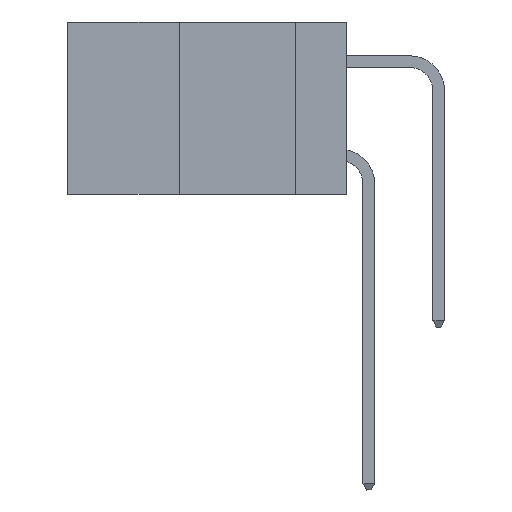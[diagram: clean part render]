
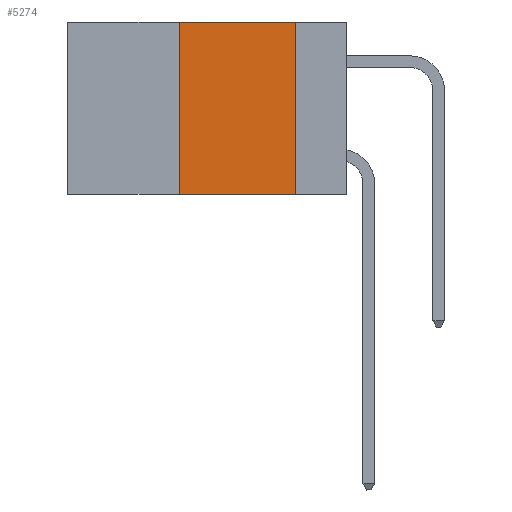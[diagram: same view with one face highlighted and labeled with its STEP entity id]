
A CAD part, left-side view. The second image highlights one B-rep face of the part: STEP entity #5274.
In plain terms, the highlighted planar face has unit normal (-1, 0, 0).
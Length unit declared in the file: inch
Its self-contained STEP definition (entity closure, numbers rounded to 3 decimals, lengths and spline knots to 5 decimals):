
#412 = CARTESIAN_POINT ( 'NONE',  ( 0., 0.36, 0. ) ) ;
#1150 = DIRECTION ( 'NONE',  ( 0., 0., -1. ) ) ;
#1441 = EDGE_LOOP ( 'NONE', ( #9656, #7803, #9908, #6512 ) ) ;
#2977 = LINE ( 'NONE', #412, #8200 ) ;
#3838 = DIRECTION ( 'NONE',  ( 0., -1., 0. ) ) ;
#4241 = VERTEX_POINT ( 'NONE', #7461 ) ;
#5109 = CARTESIAN_POINT ( 'NONE',  ( 0., 0.11, -0.37 ) ) ;
#5274 = ADVANCED_FACE ( 'NONE', ( #10754 ), #15715, .F. ) ;
#5979 = CARTESIAN_POINT ( 'NONE',  ( 0., 0.6, 0. ) ) ;
#6296 = CARTESIAN_POINT ( 'NONE',  ( 0., 0.11, 0. ) ) ;
#6512 = ORIENTED_EDGE ( 'NONE', *, *, #12006, .T. ) ;
#7022 = LINE ( 'NONE', #9164, #12999 ) ;
#7461 = CARTESIAN_POINT ( 'NONE',  ( 0., 0.36, -0.37 ) ) ;
#7657 = LINE ( 'NONE', #14812, #11498 ) ;
#7803 = ORIENTED_EDGE ( 'NONE', *, *, #14818, .F. ) ;
#7946 = DIRECTION ( 'NONE',  ( 0., 0., 1. ) ) ;
#7980 = EDGE_CURVE ( 'NONE', #4241, #10461, #2977, .T. ) ;
#8200 = VECTOR ( 'NONE', #7946, 39.37008 ) ;
#8487 = EDGE_CURVE ( 'NONE', #14566, #12192, #7022, .T. ) ;
#8821 = DIRECTION ( 'NONE',  ( 0., -1., 0. ) ) ;
#9164 = CARTESIAN_POINT ( 'NONE',  ( 0., 0.11, 0. ) ) ;
#9656 = ORIENTED_EDGE ( 'NONE', *, *, #8487, .F. ) ;
#9908 = ORIENTED_EDGE ( 'NONE', *, *, #7980, .F. ) ;
#9945 = VECTOR ( 'NONE', #3838, 39.37008 ) ;
#10461 = VERTEX_POINT ( 'NONE', #12204 ) ;
#10471 = AXIS2_PLACEMENT_3D ( 'NONE', #5979, #14582, #1150 ) ;
#10548 = DIRECTION ( 'NONE',  ( 0., 0., -1. ) ) ;
#10754 = FACE_OUTER_BOUND ( 'NONE', #1441, .T. ) ;
#11266 = CARTESIAN_POINT ( 'NONE',  ( 0., 0.6, 0. ) ) ;
#11498 = VECTOR ( 'NONE', #8821, 39.37008 ) ;
#12006 = EDGE_CURVE ( 'NONE', #4241, #12192, #7657, .T. ) ;
#12192 = VERTEX_POINT ( 'NONE', #5109 ) ;
#12204 = CARTESIAN_POINT ( 'NONE',  ( 0., 0.36, 0. ) ) ;
#12999 = VECTOR ( 'NONE', #10548, 39.37008 ) ;
#14566 = VERTEX_POINT ( 'NONE', #6296 ) ;
#14582 = DIRECTION ( 'NONE',  ( 1., 0., 0. ) ) ;
#14812 = CARTESIAN_POINT ( 'NONE',  ( 0., 0.6, -0.37 ) ) ;
#14818 = EDGE_CURVE ( 'NONE', #10461, #14566, #15898, .T. ) ;
#15715 = PLANE ( 'NONE',  #10471 ) ;
#15898 = LINE ( 'NONE', #11266, #9945 ) ;
